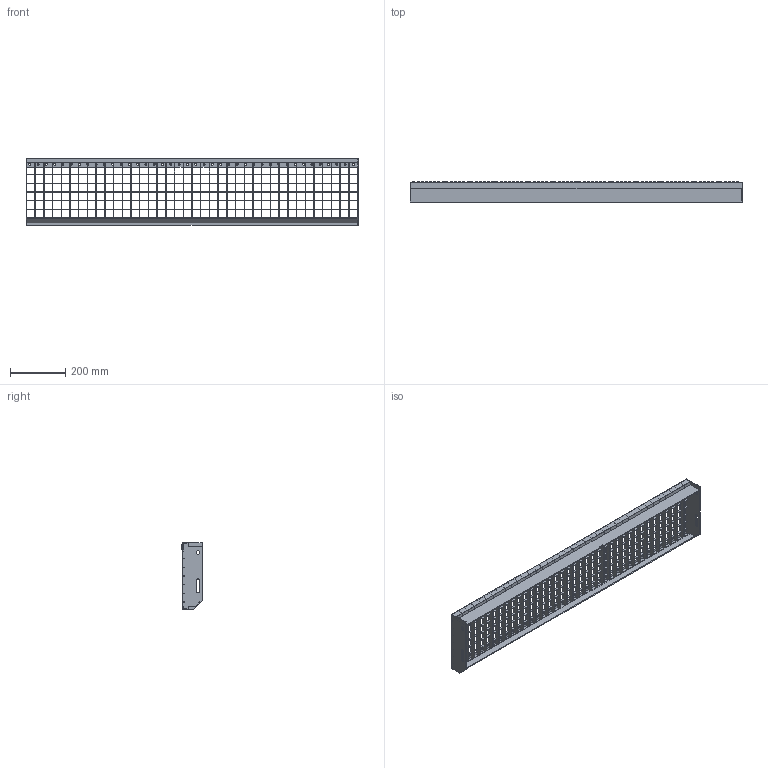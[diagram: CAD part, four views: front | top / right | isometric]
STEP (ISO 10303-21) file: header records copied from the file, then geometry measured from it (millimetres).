
FILE_DESCRIPTION (( 'STEP AP203' ), '1' );
FILE_NAME ('40.1202430.7.step', '2015-10-04T07:12:11', ( '' ), ( '' ), 'SwSTEP 2.0', 'SolidWorks 2015', '' );
FILE_SCHEMA (( 'CONFIG_CONTROL_DESIGN' ));
Length unit declared in the file: millimetre
Products named in the file (1): 40.1202430.7
Bounding box: 1200 x 72.67 x 240 mm (x, y, z)
Volume: 909629 mm3; surface area: 1058588.2 mm2
Topology: 35 solids, 35 shells, 1055 faces, 2657 edges, 1754 vertices
Faces by surface type: plane 643, cylinder 168, cone 158, bspline 86
Entity records: 37016 total; most frequent: CARTESIAN_POINT 11169, ORIENTED_EDGE 5314, DIRECTION 5093, EDGE_CURVE 2657, LINE 1817, VECTOR 1817, VERTEX_POINT 1754, AXIS2_PLACEMENT_3D 1638
